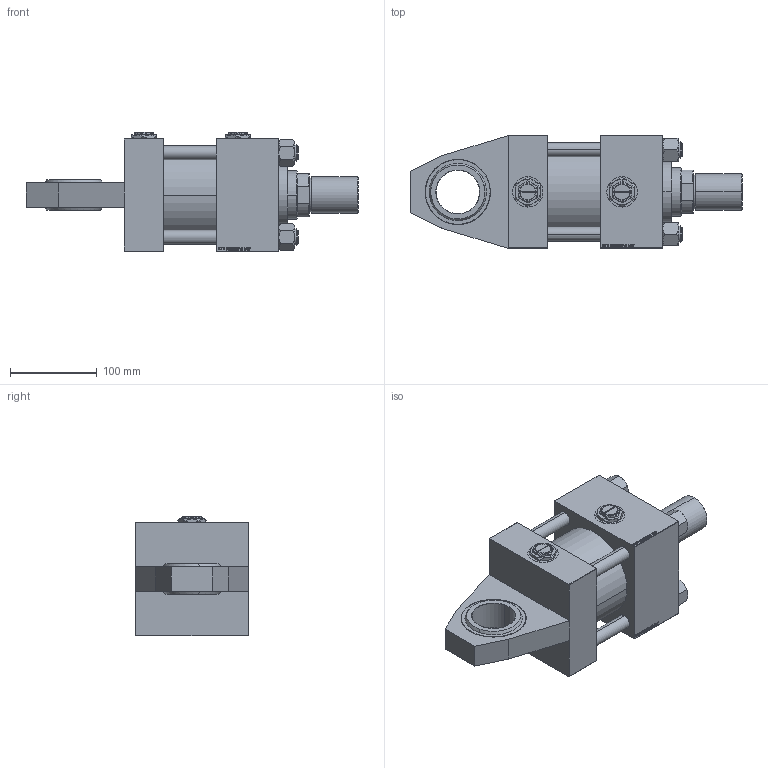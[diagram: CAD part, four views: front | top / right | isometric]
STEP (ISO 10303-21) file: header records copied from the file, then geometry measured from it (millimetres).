
FILE_DESCRIPTION (( 'STEP AP203' ), '1' );
FILE_NAME ('976c.STEP', '2022-04-15T21:12:57', ( '' ), ( '' ), 'SwSTEP 2.0', 'SolidWorks 2019', '' );
FILE_SCHEMA (( 'CONFIG_CONTROL_DESIGN' ));
Length unit declared in the file: millimetre
Products named in the file (9): V215CR_J_VNITRNI_KROUZEK 366fdada9d14aa12f7bb826b52946c22; V215CR_TYCINKA_J 366fdada9d14aa12f7bb826b52946c22; V215_VC_A 366fdada9d14aa12f7bb826b52946c22; ROD_END_AH 366fdada9d14aa12f7bb826b52946c22; Zatka_pro_OIL_PORT 366fdada9d14aa12f7bb826b52946c22; V215CR_J_Body 366fdada9d14aa12f7bb826b52946c22; 976c; V215CR_VCP_J 366fdada9d14aa12f7bb826b52946c22; NUT_M5_J 366fdada9d14aa12f7bb826b52946c22
Assembly tree (15 placements, depth 2):
  976c
    V215CR_J_Body 366fdada9d14aa12f7bb826b52946c22
    V215CR_J_VNITRNI_KROUZEK 366fdada9d14aa12f7bb826b52946c22
    V215CR_VCP_J 366fdada9d14aa12f7bb826b52946c22
    V215CR_TYCINKA_J 366fdada9d14aa12f7bb826b52946c22  x4
    NUT_M5_J 366fdada9d14aa12f7bb826b52946c22  x4
    V215_VC_A 366fdada9d14aa12f7bb826b52946c22
    ROD_END_AH 366fdada9d14aa12f7bb826b52946c22
    Zatka_pro_OIL_PORT 366fdada9d14aa12f7bb826b52946c22  x2
Bounding box: 382 x 130 x 137 mm (x, y, z)
Volume: 2768833.3 mm3; surface area: 386380 mm2
Topology: 15 solids, 15 shells, 1308 faces, 3274 edges, 2119 vertices
Faces by surface type: plane 616, bspline 392, cone 174, cylinder 104, torus 22
Entity records: 53177 total; most frequent: CARTESIAN_POINT 27852, ORIENTED_EDGE 5620, DIRECTION 3718, EDGE_CURVE 2810, VERTEX_POINT 1839, VECTOR 1628, LINE 1628, EDGE_LOOP 1249
